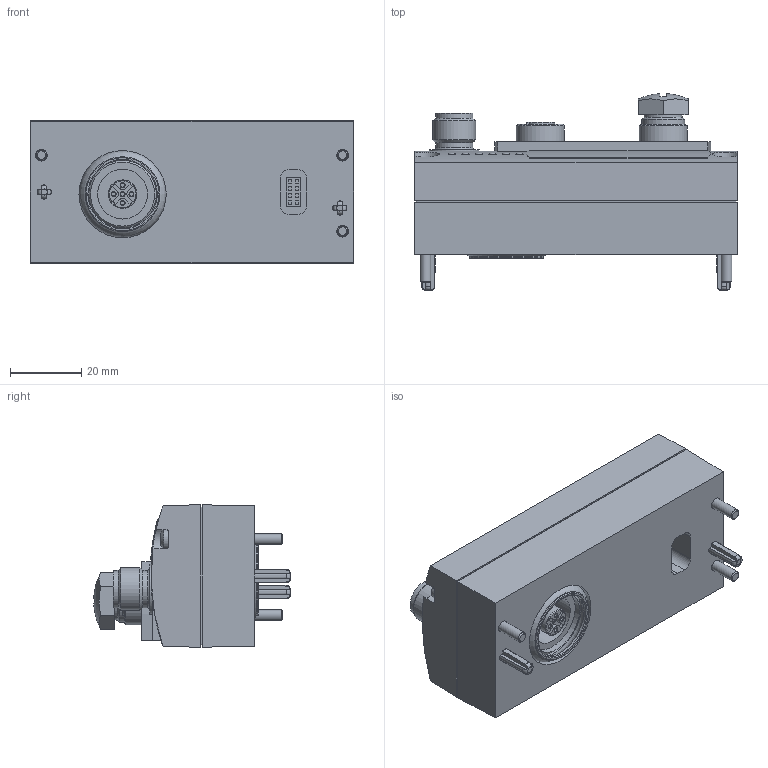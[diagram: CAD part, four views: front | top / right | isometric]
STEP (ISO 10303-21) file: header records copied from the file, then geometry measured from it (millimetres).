
FILE_DESCRIPTION(/* description */ ('STEP AP214'),/* implementation_level */ '2;1');
FILE_NAME(/* name */ '8087559_CTEU-VN',/* time_stamp */ '2024-08-09T16:06:34+02:00',/* author */ ('License CC BY-ND 4.0'),/* organization */ ('CADENAS'),/* preprocessor_version */ 'ST-DEVELOPER v19.3',/* originating_system */ 'PARTsolutions',/* authorisation */ ' ');
FILE_SCHEMA (('AUTOMOTIVE_DESIGN {1 0 10303 214 3 1 1}'));
Length unit declared in the file: millimetre
Products named in the file (4): 8087559 CTEU-VN; 8087559 CTEU-VN---(B_0); 165592 ISK-M12; 659765 DELTA PT WN5452 3x32
Assembly tree (5 placements, depth 2):
  8087559 CTEU-VN
    8087559 CTEU-VN---(B_0)
    165592 ISK-M12
    659765 DELTA PT WN5452 3x32  x3
Bounding box: 91 x 55.2 x 40 mm (x, y, z)
Volume: 104823.4 mm3; surface area: 23679.7 mm2
Topology: 5 solids, 5 shells, 624 faces, 1544 edges, 1012 vertices
Faces by surface type: plane 381, cylinder 156, cone 54, torus 32, sphere 1
Full cylindrical faces by diameter (mm): 1 x5, 1.1 x13, 2.3 x3, 3 x3, 3.3 x3, 5.6 x3, 8 x1, 8.3 x1, 8.6 x1, 9 x2, 10.106 x2, 10.3 x1, 10.5 x2, 10.773 x1, 12 x2, 12.2 x2, 13.5 x2, 14 x2, 18 x1, 19 x1, 21 x1, 21.5 x1, 24.5 x1
Entity records: 19579 total; most frequent: CARTESIAN_POINT 3159, DIRECTION 2638, ORIENTED_EDGE 2552, EDGE_CURVE 1276, AXIS2_PLACEMENT_3D 900, VERTEX_POINT 893, LINE 838, VECTOR 838
